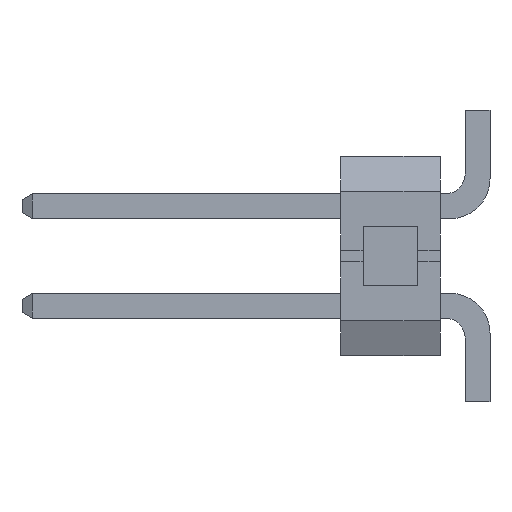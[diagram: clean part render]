
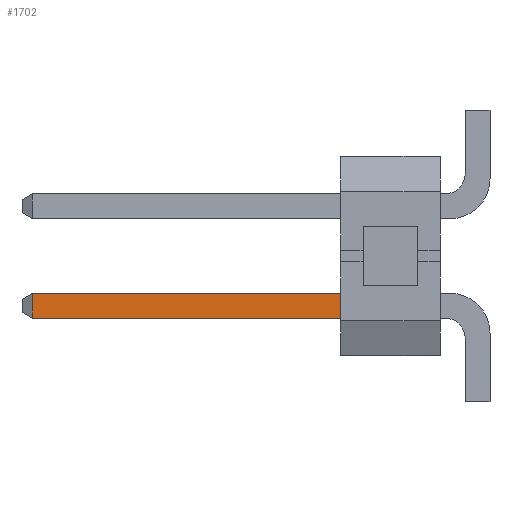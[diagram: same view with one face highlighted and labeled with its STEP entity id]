
A CAD part, left-side view. The second image highlights one B-rep face of the part: STEP entity #1702.
In plain terms, the highlighted planar face has unit normal (-1, 0, 0).
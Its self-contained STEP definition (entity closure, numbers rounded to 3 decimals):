
#67 = ORIENTED_EDGE ( 'NONE', *, *, #2405, .F. ) ;
#326 = LINE ( 'NONE', #2220, #2665 ) ;
#450 = CARTESIAN_POINT ( 'NONE',  ( -1.587, 2.667, -2.223 ) ) ;
#654 = DIRECTION ( 'NONE',  ( 0., -1., 0. ) ) ;
#703 = CARTESIAN_POINT ( 'NONE',  ( -1.587, 2.667, -2.857 ) ) ;
#825 = FACE_OUTER_BOUND ( 'NONE', #4410, .T. ) ;
#1067 = EDGE_CURVE ( 'NONE', #3871, #2747, #3793, .T. ) ;
#1266 = CARTESIAN_POINT ( 'NONE',  ( -1.587, 2.667, 0. ) ) ;
#1695 = EDGE_CURVE ( 'NONE', #3603, #2848, #3543, .T. ) ;
#1702 = ADVANCED_FACE ( 'NONE', ( #825 ), #4077, .F. ) ;
#1940 = CARTESIAN_POINT ( 'NONE',  ( -1.587, 11.678, -3.239 ) ) ;
#2119 = EDGE_CURVE ( 'NONE', #2848, #2747, #4738, .T. ) ;
#2122 = VECTOR ( 'NONE', #2512, 1000. ) ;
#2220 = CARTESIAN_POINT ( 'NONE',  ( -1.587, 11.938, -2.223 ) ) ;
#2288 = VECTOR ( 'NONE', #4386, 1000. ) ;
#2303 = CARTESIAN_POINT ( 'NONE',  ( -1.587, 11.678, -2.857 ) ) ;
#2405 = EDGE_CURVE ( 'NONE', #3871, #3603, #326, .T. ) ;
#2512 = DIRECTION ( 'NONE',  ( 0., 0., -1. ) ) ;
#2665 = VECTOR ( 'NONE', #654, 1000. ) ;
#2747 = VERTEX_POINT ( 'NONE', #2303 ) ;
#2848 = VERTEX_POINT ( 'NONE', #703 ) ;
#3108 = ORIENTED_EDGE ( 'NONE', *, *, #1067, .T. ) ;
#3278 = DIRECTION ( 'NONE',  ( 1., 0., 0. ) ) ;
#3283 = CARTESIAN_POINT ( 'NONE',  ( -1.587, 11.678, -2.223 ) ) ;
#3543 = LINE ( 'NONE', #1266, #2122 ) ;
#3603 = VERTEX_POINT ( 'NONE', #450 ) ;
#3793 = LINE ( 'NONE', #1940, #4633 ) ;
#3871 = VERTEX_POINT ( 'NONE', #3283 ) ;
#4066 = ORIENTED_EDGE ( 'NONE', *, *, #1695, .F. ) ;
#4077 = PLANE ( 'NONE',  #4751 ) ;
#4093 = DIRECTION ( 'NONE',  ( 0., 0., -1. ) ) ;
#4135 = DIRECTION ( 'NONE',  ( 0., 0., -1. ) ) ;
#4386 = DIRECTION ( 'NONE',  ( 0., 1., 0. ) ) ;
#4410 = EDGE_LOOP ( 'NONE', ( #67, #3108, #4480, #4066 ) ) ;
#4480 = ORIENTED_EDGE ( 'NONE', *, *, #2119, .F. ) ;
#4633 = VECTOR ( 'NONE', #4135, 1000. ) ;
#4738 = LINE ( 'NONE', #4822, #2288 ) ;
#4751 = AXIS2_PLACEMENT_3D ( 'NONE', #4869, #3278, #4093 ) ;
#4822 = CARTESIAN_POINT ( 'NONE',  ( -1.587, 1.143, -2.857 ) ) ;
#4869 = CARTESIAN_POINT ( 'NONE',  ( -1.587, 1.016, -3.239 ) ) ;
